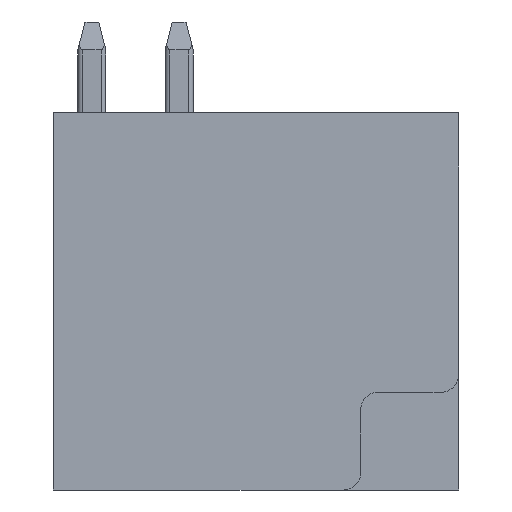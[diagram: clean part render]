
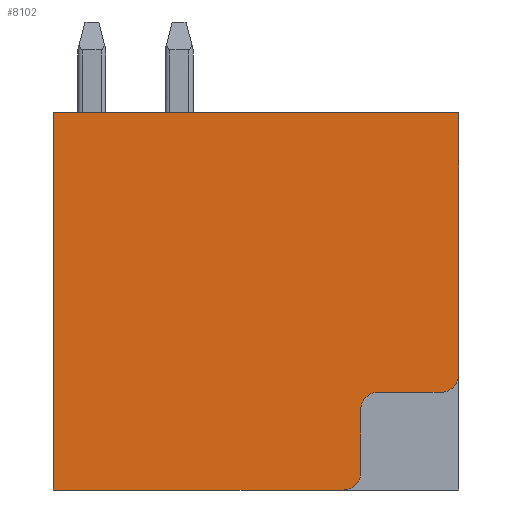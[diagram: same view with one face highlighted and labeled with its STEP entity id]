
A CAD part, front view. The second image highlights one B-rep face of the part: STEP entity #8102.
In plain terms, the highlighted planar face has unit normal (0, -1, 0).
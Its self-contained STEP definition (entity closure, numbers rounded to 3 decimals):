
#929=CARTESIAN_POINT('',(2.806,-24.5,-6.124));
#930=DIRECTION('',(0.,-1.,0.));
#931=DIRECTION('',(0.,0.,-1.));
#932=AXIS2_PLACEMENT_3D('',#929,#930,#931);
#934=DIRECTION('',(-1.,0.,0.));
#935=VECTOR('',#934,8.3);
#936=CARTESIAN_POINT('',(2.806,-24.5,-6.624));
#937=LINE('',#936,#935);
#938=DIRECTION('',(0.,0.,1.));
#939=VECTOR('',#938,10.8);
#940=CARTESIAN_POINT('',(-5.494,-24.5,-6.624));
#941=LINE('',#940,#939);
#942=DIRECTION('',(1.,0.,0.));
#943=VECTOR('',#942,11.6);
#944=CARTESIAN_POINT('',(-5.494,-24.5,4.176));
#945=LINE('',#944,#943);
#946=DIRECTION('',(0.,0.,-1.));
#947=VECTOR('',#946,7.5);
#948=CARTESIAN_POINT('',(6.106,-24.5,4.176));
#949=LINE('',#948,#947);
#950=CARTESIAN_POINT('',(5.606,-24.5,-3.324));
#951=DIRECTION('',(0.,-1.,0.));
#952=DIRECTION('',(0.,0.,-1.));
#953=AXIS2_PLACEMENT_3D('',#950,#951,#952);
#955=DIRECTION('',(-1.,0.,0.));
#956=VECTOR('',#955,1.8);
#957=CARTESIAN_POINT('',(5.606,-24.5,-3.824));
#958=LINE('',#957,#956);
#959=DIRECTION('',(0.,0.,1.));
#960=VECTOR('',#959,1.8);
#961=CARTESIAN_POINT('',(3.306,-24.5,-6.124));
#962=LINE('',#961,#960);
#980=CARTESIAN_POINT('',(3.806,-24.5,-4.324));
#981=DIRECTION('',(0.,1.,0.));
#982=DIRECTION('',(-1.,0.,0.));
#983=AXIS2_PLACEMENT_3D('',#980,#981,#982);
#5955=CARTESIAN_POINT('',(-5.494,-24.5,-6.624));
#5956=CARTESIAN_POINT('',(-5.494,-24.5,4.176));
#5957=VERTEX_POINT('',#5955);
#5958=VERTEX_POINT('',#5956);
#5959=CARTESIAN_POINT('',(6.106,-24.5,4.176));
#5960=VERTEX_POINT('',#5959);
#5993=CARTESIAN_POINT('',(3.306,-24.5,-4.324));
#5994=VERTEX_POINT('',#5993);
#5995=CARTESIAN_POINT('',(3.806,-24.5,-3.824));
#5996=VERTEX_POINT('',#5995);
#5997=CARTESIAN_POINT('',(2.806,-24.5,-6.624));
#5998=CARTESIAN_POINT('',(3.306,-24.5,-6.124));
#5999=VERTEX_POINT('',#5997);
#6000=VERTEX_POINT('',#5998);
#6005=CARTESIAN_POINT('',(5.606,-24.5,-3.824));
#6007=VERTEX_POINT('',#6005);
#6009=CARTESIAN_POINT('',(6.106,-24.5,-3.324));
#6010=VERTEX_POINT('',#6009);
#8081=CARTESIAN_POINT('',(0.,-24.5,0.));
#8082=DIRECTION('',(0.,1.,0.));
#8083=DIRECTION('',(1.,0.,0.));
#8084=AXIS2_PLACEMENT_3D('',#8081,#8082,#8083);
#8085=PLANE('',#8084);
#8087=ORIENTED_EDGE('',*,*,#8086,.F.);
#8088=ORIENTED_EDGE('',*,*,#7863,.T.);
#8089=ORIENTED_EDGE('',*,*,#7882,.T.);
#8090=ORIENTED_EDGE('',*,*,#7895,.T.);
#8091=ORIENTED_EDGE('',*,*,#7488,.T.);
#8093=ORIENTED_EDGE('',*,*,#8092,.F.);
#8095=ORIENTED_EDGE('',*,*,#8094,.T.);
#8097=ORIENTED_EDGE('',*,*,#8096,.F.);
#8099=ORIENTED_EDGE('',*,*,#8098,.F.);
#8100=EDGE_LOOP('',(#8087,#8088,#8089,#8090,#8091,#8093,#8095,#8097,#8099));
#8101=FACE_OUTER_BOUND('',#8100,.F.);
#8102=ADVANCED_FACE('',(#8101),#8085,.F.);
#933=CIRCLE('',#932,0.5);
#954=CIRCLE('',#953,0.5);
#984=CIRCLE('',#983,0.5);
#7488=EDGE_CURVE('',#5960,#6010,#949,.T.);
#7863=EDGE_CURVE('',#5999,#5957,#937,.T.);
#7882=EDGE_CURVE('',#5957,#5958,#941,.T.);
#7895=EDGE_CURVE('',#5958,#5960,#945,.T.);
#8086=EDGE_CURVE('',#5999,#6000,#933,.T.);
#8092=EDGE_CURVE('',#6007,#6010,#954,.T.);
#8094=EDGE_CURVE('',#6007,#5996,#958,.T.);
#8096=EDGE_CURVE('',#5994,#5996,#984,.T.);
#8098=EDGE_CURVE('',#6000,#5994,#962,.T.);
